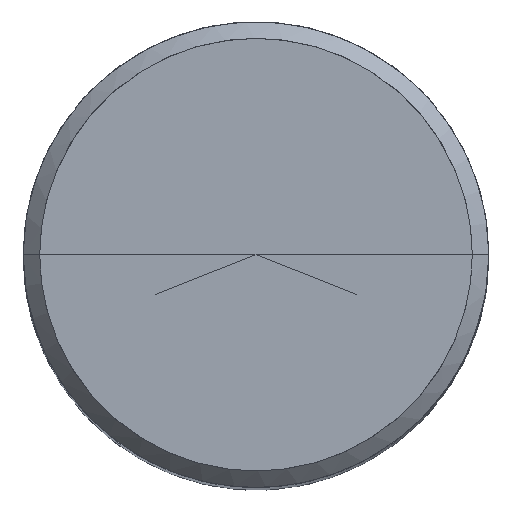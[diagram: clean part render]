
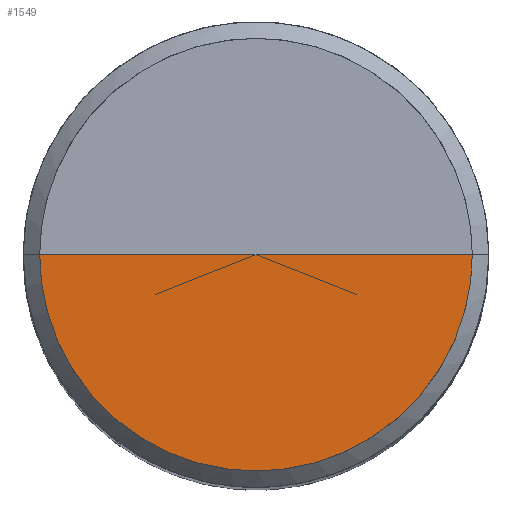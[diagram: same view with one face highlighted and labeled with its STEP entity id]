
A CAD part, top view. The second image highlights one B-rep face of the part: STEP entity #1549.
In plain terms, the highlighted free-form (B-spline) face has degree [1, 2] with [2, 5] control points.
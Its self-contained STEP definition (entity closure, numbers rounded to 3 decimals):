
#1152=CARTESIAN_POINT('',(6.5,0.0,45.0));
#1156=CARTESIAN_POINT('',(-6.5,0.0,45.0));
#1157=CARTESIAN_POINT('',(0.0,0.0,45.0));
#1170=CARTESIAN_POINT('',(-6.5,-6.5,45.0));
#1171=CARTESIAN_POINT('',(0.0,-6.5,45.0));
#1172=CARTESIAN_POINT('',(6.5,-6.5,45.0));
#1534=(
BOUNDED_SURFACE()
B_SPLINE_SURFACE(1,2,(
(#1156,#1170,#1171,#1172,#1152),
(#1157,#1157,#1157,#1157,#1157)
), .UNSPECIFIED.,.F.,.F.,.F.)
B_SPLINE_SURFACE_WITH_KNOTS((2,2),(3,2,3),(
0.0,1.0),(
0.0,0.5,1.0), .UNSPECIFIED.)
GEOMETRIC_REPRESENTATION_ITEM()
RATIONAL_B_SPLINE_SURFACE(((1.0,0.707,1.0,0.707,1.0),
(1.0,0.707,1.0,0.707,1.0)
))
REPRESENTATION_ITEM('')
SURFACE()
);
#1535=(
BOUNDED_CURVE()
B_SPLINE_CURVE(2,(#1152,#1172,#1171,#1170,#1156),.UNSPECIFIED.,.F.,.F.)
B_SPLINE_CURVE_WITH_KNOTS((3,2,3),
(0.0,0.5,1.0),.UNSPECIFIED.)
CURVE()
GEOMETRIC_REPRESENTATION_ITEM()
RATIONAL_B_SPLINE_CURVE((1.0,0.707,1.0,0.707,1.0))
REPRESENTATION_ITEM('')
);
#1536=(
BOUNDED_CURVE()
B_SPLINE_CURVE(1,(#1156,#1157),.UNSPECIFIED.,.F.,.F.)
B_SPLINE_CURVE_WITH_KNOTS((2,2),
(0.0,1.0),.UNSPECIFIED.)
CURVE()
GEOMETRIC_REPRESENTATION_ITEM()
RATIONAL_B_SPLINE_CURVE((1.0,1.0))
REPRESENTATION_ITEM('')
);
#1537=(
BOUNDED_CURVE()
B_SPLINE_CURVE(1,(#1157,#1152),.UNSPECIFIED.,.F.,.F.)
B_SPLINE_CURVE_WITH_KNOTS((2,2),
(0.0,1.0),.UNSPECIFIED.)
CURVE()
GEOMETRIC_REPRESENTATION_ITEM()
RATIONAL_B_SPLINE_CURVE((1.0,1.0))
REPRESENTATION_ITEM('')
);
#1538=VERTEX_POINT('',#1152);
#1539=VERTEX_POINT('',#1156);
#1540=VERTEX_POINT('',#1157);
#1541=EDGE_CURVE('',#1538,#1539,#1535,.T.);
#1542=EDGE_CURVE('',#1539,#1540,#1536,.T.);
#1543=EDGE_CURVE('',#1540,#1538,#1537,.T.);
#1544=ORIENTED_EDGE('',*,*,#1541,.T.);
#1545=ORIENTED_EDGE('',*,*,#1542,.T.);
#1546=ORIENTED_EDGE('',*,*,#1543,.T.);
#1547=EDGE_LOOP('',(#1544,#1545,#1546));
#1548=FACE_OUTER_BOUND('',#1547,.T.);
#1549=ADVANCED_FACE('',(#1548),#1534,.T.);
